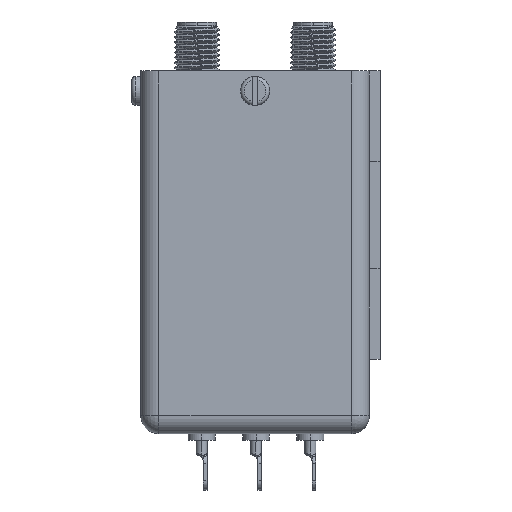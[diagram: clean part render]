
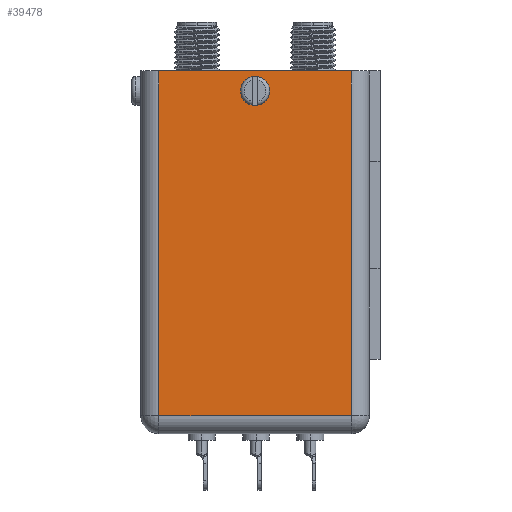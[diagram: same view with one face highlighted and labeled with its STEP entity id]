
A CAD part, left-side view. The second image highlights one B-rep face of the part: STEP entity #39478.
In plain terms, the highlighted planar face has unit normal (-1, 0, 0).
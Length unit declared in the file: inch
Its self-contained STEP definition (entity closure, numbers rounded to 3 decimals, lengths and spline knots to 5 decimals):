
#2123 = LINE ( 'NONE', #38289, #34433 ) ;
#2169 = CARTESIAN_POINT ( 'NONE',  ( -0.63, -0.63, -2. ) ) ;
#2683 = VERTEX_POINT ( 'NONE', #5241 ) ;
#5241 = CARTESIAN_POINT ( 'NONE',  ( -0.63, 0., -0.03 ) ) ;
#7632 = ORIENTED_EDGE ( 'NONE', *, *, #10378, .T. ) ;
#7693 = CARTESIAN_POINT ( 'NONE',  ( -0.63, 0.53, -1.9 ) ) ;
#7844 = LINE ( 'NONE', #14771, #35694 ) ;
#8109 = EDGE_CURVE ( 'NONE', #30137, #30484, #2123, .T. ) ;
#8375 = CARTESIAN_POINT ( 'NONE',  ( -0.63, 0., -0.11 ) ) ;
#9125 = AXIS2_PLACEMENT_3D ( 'NONE', #2169, #40283, #26573 ) ;
#9698 = DIRECTION ( 'NONE',  ( -1., 0., 0. ) ) ;
#10378 = EDGE_CURVE ( 'NONE', #32515, #37055, #18455, .T. ) ;
#13175 = CARTESIAN_POINT ( 'NONE',  ( -0.63, 0.53, 0. ) ) ;
#14381 = CARTESIAN_POINT ( 'NONE',  ( -0.63, -0.63, 0. ) ) ;
#14391 = EDGE_CURVE ( 'NONE', #37617, #2683, #26794, .T. ) ;
#14771 = CARTESIAN_POINT ( 'NONE',  ( -0.63, -0.63, -1.9 ) ) ;
#15741 = PLANE ( 'NONE',  #9125 ) ;
#18415 = DIRECTION ( 'NONE',  ( 0., 0., 1. ) ) ;
#18455 = LINE ( 'NONE', #44974, #26639 ) ;
#19289 = ORIENTED_EDGE ( 'NONE', *, *, #35848, .F. ) ;
#19474 = ORIENTED_EDGE ( 'NONE', *, *, #8109, .T. ) ;
#20822 = EDGE_LOOP ( 'NONE', ( #36646, #40259 ) ) ;
#21129 = CIRCLE ( 'NONE', #37696, 0.08 ) ;
#21474 = EDGE_CURVE ( 'NONE', #30484, #32515, #7844, .T. ) ;
#23122 = EDGE_LOOP ( 'NONE', ( #30098, #7632, #19289, #19474 ) ) ;
#23394 = CARTESIAN_POINT ( 'NONE',  ( -0.63, 0., -0.11 ) ) ;
#24260 = DIRECTION ( 'NONE',  ( 0., 0., 1. ) ) ;
#24830 = CARTESIAN_POINT ( 'NONE',  ( -0.63, 0., -0.19 ) ) ;
#24912 = DIRECTION ( 'NONE',  ( 0., -1., 0. ) ) ;
#26573 = DIRECTION ( 'NONE',  ( 0., 0., 1. ) ) ;
#26610 = DIRECTION ( 'NONE',  ( 0., 0., 1. ) ) ;
#26639 = VECTOR ( 'NONE', #24260, 39.37008 ) ;
#26794 = CIRCLE ( 'NONE', #36253, 0.08 ) ;
#28326 = CARTESIAN_POINT ( 'NONE',  ( -0.63, -0.53, -1.9 ) ) ;
#28536 = DIRECTION ( 'NONE',  ( 0., -1., 0. ) ) ;
#29138 = DIRECTION ( 'NONE',  ( -1., 0., 0. ) ) ;
#30098 = ORIENTED_EDGE ( 'NONE', *, *, #21474, .T. ) ;
#30137 = VERTEX_POINT ( 'NONE', #13175 ) ;
#30484 = VERTEX_POINT ( 'NONE', #7693 ) ;
#32159 = DIRECTION ( 'NONE',  ( 0., 0., -1. ) ) ;
#32515 = VERTEX_POINT ( 'NONE', #28326 ) ;
#33820 = LINE ( 'NONE', #14381, #37142 ) ;
#34433 = VECTOR ( 'NONE', #32159, 39.37008 ) ;
#35694 = VECTOR ( 'NONE', #28536, 39.37008 ) ;
#35848 = EDGE_CURVE ( 'NONE', #30137, #37055, #33820, .T. ) ;
#36253 = AXIS2_PLACEMENT_3D ( 'NONE', #8375, #29138, #18415 ) ;
#36646 = ORIENTED_EDGE ( 'NONE', *, *, #14391, .F. ) ;
#37055 = VERTEX_POINT ( 'NONE', #42113 ) ;
#37142 = VECTOR ( 'NONE', #24912, 39.37008 ) ;
#37617 = VERTEX_POINT ( 'NONE', #24830 ) ;
#37696 = AXIS2_PLACEMENT_3D ( 'NONE', #23394, #9698, #26610 ) ;
#38128 = FACE_BOUND ( 'NONE', #20822, .T. ) ;
#38289 = CARTESIAN_POINT ( 'NONE',  ( -0.63, 0.53, -2. ) ) ;
#39478 = ADVANCED_FACE ( 'NONE', ( #38128, #45224 ), #15741, .T. ) ;
#40259 = ORIENTED_EDGE ( 'NONE', *, *, #44264, .F. ) ;
#40283 = DIRECTION ( 'NONE',  ( -1., 0., 0. ) ) ;
#42113 = CARTESIAN_POINT ( 'NONE',  ( -0.63, -0.53, 0. ) ) ;
#44264 = EDGE_CURVE ( 'NONE', #2683, #37617, #21129, .T. ) ;
#44974 = CARTESIAN_POINT ( 'NONE',  ( -0.63, -0.53, -2. ) ) ;
#45224 = FACE_OUTER_BOUND ( 'NONE', #23122, .T. ) ;
